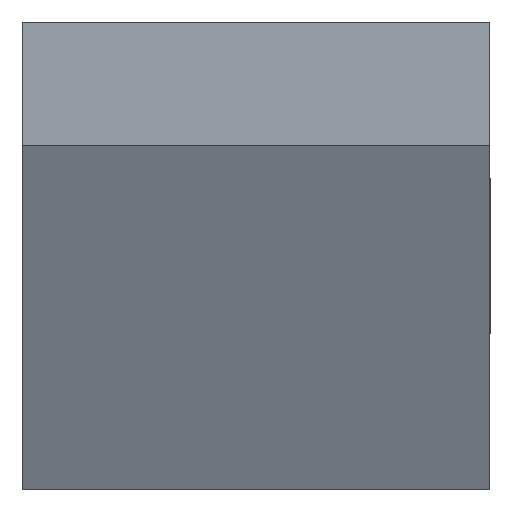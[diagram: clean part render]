
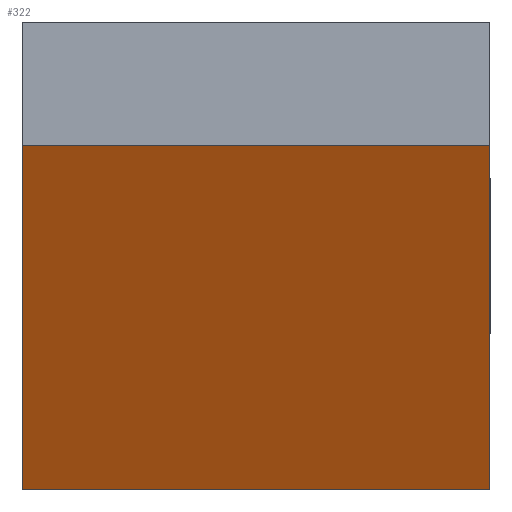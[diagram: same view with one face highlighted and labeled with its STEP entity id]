
A CAD part, left-side view. The second image highlights one B-rep face of the part: STEP entity #322.
In plain terms, the highlighted planar face has unit normal (-0.832, 0.555, 0).
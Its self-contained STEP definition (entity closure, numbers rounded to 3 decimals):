
#20 = VERTEX_POINT ( 'NONE', #269 ) ;
#23 = DIRECTION ( 'NONE',  ( 0., 0., -1. ) ) ;
#27 = DIRECTION ( 'NONE',  ( 0., 0., -1. ) ) ;
#30 = DIRECTION ( 'NONE',  ( 0.555, 0.832, 0. ) ) ;
#34 = VERTEX_POINT ( 'NONE', #76 ) ;
#41 = ORIENTED_EDGE ( 'NONE', *, *, #98, .F. ) ;
#76 = CARTESIAN_POINT ( 'NONE',  ( 0., 0., 0. ) ) ;
#97 = LINE ( 'NONE', #423, #330 ) ;
#98 = EDGE_CURVE ( 'NONE', #167, #175, #325, .T. ) ;
#115 = ORIENTED_EDGE ( 'NONE', *, *, #382, .T. ) ;
#117 = CARTESIAN_POINT ( 'NONE',  ( 12., 18., 13.268 ) ) ;
#127 = ORIENTED_EDGE ( 'NONE', *, *, #204, .F. ) ;
#134 = VECTOR ( 'NONE', #349, 1000. ) ;
#150 = PLANE ( 'NONE',  #329 ) ;
#166 = DIRECTION ( 'NONE',  ( -0.555, -0.832, 0. ) ) ;
#167 = VERTEX_POINT ( 'NONE', #218 ) ;
#169 = EDGE_CURVE ( 'NONE', #167, #20, #97, .T. ) ;
#170 = LINE ( 'NONE', #198, #228 ) ;
#174 = FACE_OUTER_BOUND ( 'NONE', #360, .T. ) ;
#175 = VERTEX_POINT ( 'NONE', #245 ) ;
#198 = CARTESIAN_POINT ( 'NONE',  ( 12., 18., 0. ) ) ;
#199 = LINE ( 'NONE', #223, #415 ) ;
#204 = EDGE_CURVE ( 'NONE', #175, #34, #199, .T. ) ;
#218 = CARTESIAN_POINT ( 'NONE',  ( 12., 18., 13.268 ) ) ;
#222 = CARTESIAN_POINT ( 'NONE',  ( 12., 18., 18. ) ) ;
#223 = CARTESIAN_POINT ( 'NONE',  ( 0., 0., 18. ) ) ;
#228 = VECTOR ( 'NONE', #166, 1000. ) ;
#245 = CARTESIAN_POINT ( 'NONE',  ( 0., 0., 13.268 ) ) ;
#263 = ORIENTED_EDGE ( 'NONE', *, *, #169, .T. ) ;
#269 = CARTESIAN_POINT ( 'NONE',  ( 12., 18., 0. ) ) ;
#322 = ADVANCED_FACE ( 'NONE', ( #174 ), #150, .F. ) ;
#325 = LINE ( 'NONE', #117, #134 ) ;
#329 = AXIS2_PLACEMENT_3D ( 'NONE', #222, #356, #30 ) ;
#330 = VECTOR ( 'NONE', #23, 1000. ) ;
#349 = DIRECTION ( 'NONE',  ( -0.555, -0.832, 0. ) ) ;
#356 = DIRECTION ( 'NONE',  ( 0.832, -0.555, 0. ) ) ;
#360 = EDGE_LOOP ( 'NONE', ( #127, #41, #263, #115 ) ) ;
#382 = EDGE_CURVE ( 'NONE', #20, #34, #170, .T. ) ;
#415 = VECTOR ( 'NONE', #27, 1000. ) ;
#423 = CARTESIAN_POINT ( 'NONE',  ( 12., 18., 18. ) ) ;
